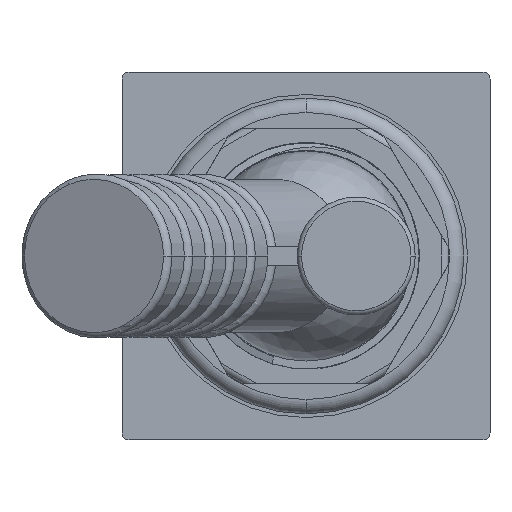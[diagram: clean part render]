
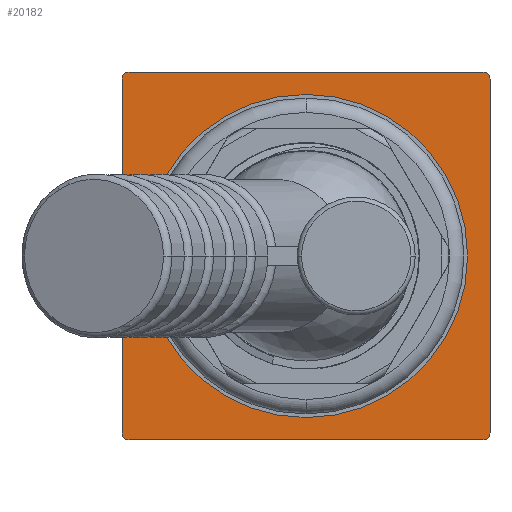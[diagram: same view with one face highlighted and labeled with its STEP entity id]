
A CAD part, front view. The second image highlights one B-rep face of the part: STEP entity #20182.
In plain terms, the highlighted planar face has unit normal (0, -1, 0).
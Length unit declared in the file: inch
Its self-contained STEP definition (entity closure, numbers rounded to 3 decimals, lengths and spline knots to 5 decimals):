
#6302=CARTESIAN_POINT('',(0.06564,0.,0.58513));
#6303=CARTESIAN_POINT('',(0.08473,0.,0.58437));
#6304=CARTESIAN_POINT('',(0.12273,0.,0.581));
#6305=CARTESIAN_POINT('',(0.17951,0.,0.57035));
#6306=CARTESIAN_POINT('',(0.23502,0.,0.55424));
#6307=CARTESIAN_POINT('',(0.2892,0.,0.53265));
#6308=CARTESIAN_POINT('',(0.3412,0.,0.50585));
#6309=CARTESIAN_POINT('',(0.39061,0.,0.47403));
#6310=CARTESIAN_POINT('',(0.43708,0.,0.43734));
#6311=CARTESIAN_POINT('',(0.47994,0.,0.39621));
#6312=CARTESIAN_POINT('',(0.51883,0.,0.35098));
#6313=CARTESIAN_POINT('',(0.54188,0.,0.31834));
#6314=CARTESIAN_POINT('',(0.55268,0.,0.30136));
#6383=CARTESIAN_POINT('',(-0.985,0.,0.985));
#6384=DIRECTION('',(0.,-1.,0.));
#6385=DIRECTION('',(0.,0.,1.));
#6386=AXIS2_PLACEMENT_3D('',#6383,#6384,#6385);
#6391=DIRECTION('',(1.,0.,0.));
#6392=VECTOR('',#6391,1.97);
#6393=CARTESIAN_POINT('',(-0.985,0.,1.025));
#6394=LINE('',#6393,#6392);
#6398=CARTESIAN_POINT('',(0.985,0.,0.985));
#6399=DIRECTION('',(0.,-1.,0.));
#6400=DIRECTION('',(1.,0.,0.));
#6401=AXIS2_PLACEMENT_3D('',#6398,#6399,#6400);
#6406=DIRECTION('',(0.,0.,-1.));
#6407=VECTOR('',#6406,1.97);
#6408=CARTESIAN_POINT('',(1.025,0.,0.985));
#6409=LINE('',#6408,#6407);
#6413=CARTESIAN_POINT('',(0.985,0.,-0.985));
#6414=DIRECTION('',(0.,-1.,0.));
#6415=DIRECTION('',(0.,0.,-1.));
#6416=AXIS2_PLACEMENT_3D('',#6413,#6414,#6415);
#6421=DIRECTION('',(-1.,0.,0.));
#6422=VECTOR('',#6421,1.97);
#6423=CARTESIAN_POINT('',(0.985,0.,-1.025));
#6424=LINE('',#6423,#6422);
#6428=CARTESIAN_POINT('',(-0.985,0.,-0.985));
#6429=DIRECTION('',(0.,-1.,0.));
#6430=DIRECTION('',(-1.,0.,0.));
#6431=AXIS2_PLACEMENT_3D('',#6428,#6429,#6430);
#6436=DIRECTION('',(0.,0.,1.));
#6437=VECTOR('',#6436,1.97);
#6438=CARTESIAN_POINT('',(-1.025,0.,-0.985));
#6439=LINE('',#6438,#6437);
#9292=CARTESIAN_POINT('',(0.,0.,0.));
#9293=DIRECTION('',(0.,1.,0.));
#9294=DIRECTION('',(0.878,0.,0.479));
#9295=AXIS2_PLACEMENT_3D('',#9292,#9293,#9294);
#9396=CARTESIAN_POINT('',(0.07734,0.,-0.62473));
#9397=CARTESIAN_POINT('',(0.05713,0.,-0.62586));
#9398=CARTESIAN_POINT('',(0.01701,0.,-0.62615));
#9399=CARTESIAN_POINT('',(-0.04236,0.,-0.62089));
#9400=CARTESIAN_POINT('',(-0.10064,0.,-0.61005));
#9401=CARTESIAN_POINT('',(-0.15752,0.,-0.59369));
#9402=CARTESIAN_POINT('',(-0.21212,0.,-0.57211));
#9403=CARTESIAN_POINT('',(-0.26418,0.,-0.54549));
#9404=CARTESIAN_POINT('',(-0.31327,0.,-0.51408));
#9405=CARTESIAN_POINT('',(-0.35874,0.,-0.47835));
#9406=CARTESIAN_POINT('',(-0.40043,0.,-0.43851));
#9407=CARTESIAN_POINT('',(-0.42537,0.,-0.40955));
#9408=CARTESIAN_POINT('',(-0.43714,0.,-0.39445));
#9413=CARTESIAN_POINT('',(-0.43714,0.,-0.39445));
#9414=CARTESIAN_POINT('',(-0.45102,0.,-0.37907));
#9415=CARTESIAN_POINT('',(-0.47697,0.,-0.34707));
#9416=CARTESIAN_POINT('',(-0.51072,0.,-0.29518));
#9417=CARTESIAN_POINT('',(-0.5389,0.,-0.2399));
#9418=CARTESIAN_POINT('',(-0.56107,0.,-0.1821));
#9419=CARTESIAN_POINT('',(-0.57707,0.,-0.1223));
#9420=CARTESIAN_POINT('',(-0.58672,0.,-0.061));
#9421=CARTESIAN_POINT('',(-0.58988,0.,0.00072));
#9422=CARTESIAN_POINT('',(-0.58655,0.,0.0627));
#9423=CARTESIAN_POINT('',(-0.57673,0.,0.12384));
#9424=CARTESIAN_POINT('',(-0.5606,0.,0.18357));
#9425=CARTESIAN_POINT('',(-0.53818,0.,0.2415));
#9426=CARTESIAN_POINT('',(-0.50999,0.,0.29643));
#9427=CARTESIAN_POINT('',(-0.476,0.,0.34841));
#9428=CARTESIAN_POINT('',(-0.43685,0.,0.39638));
#9429=CARTESIAN_POINT('',(-0.39294,0.,0.43996));
#9430=CARTESIAN_POINT('',(-0.34448,0.,0.47885));
#9431=CARTESIAN_POINT('',(-0.29255,0.,0.51222));
#9432=CARTESIAN_POINT('',(-0.23707,0.,0.54016));
#9433=CARTESIAN_POINT('',(-0.17916,0.,0.56201));
#9434=CARTESIAN_POINT('',(-0.11929,0.,0.5777));
#9435=CARTESIAN_POINT('',(-0.05789,0.,0.58704));
#9436=CARTESIAN_POINT('',(0.00385,0.,0.58986));
#9437=CARTESIAN_POINT('',(0.04503,0.,0.58744));
#9438=CARTESIAN_POINT('',(0.06564,0.,0.58513));
#13974=CARTESIAN_POINT('',(-0.985,0.,1.025));
#13975=CARTESIAN_POINT('',(-1.025,0.,0.985));
#13976=VERTEX_POINT('',#13974);
#13977=VERTEX_POINT('',#13975);
#13978=CARTESIAN_POINT('',(1.025,0.,0.985));
#13979=CARTESIAN_POINT('',(0.985,0.,1.025));
#13980=VERTEX_POINT('',#13978);
#13981=VERTEX_POINT('',#13979);
#13982=CARTESIAN_POINT('',(0.985,0.,-1.025));
#13983=CARTESIAN_POINT('',(1.025,0.,-0.985));
#13984=VERTEX_POINT('',#13982);
#13985=VERTEX_POINT('',#13983);
#13986=CARTESIAN_POINT('',(-1.025,0.,-0.985));
#13987=CARTESIAN_POINT('',(-0.985,0.,-1.025));
#13988=VERTEX_POINT('',#13986);
#13989=VERTEX_POINT('',#13987);
#14050=VERTEX_POINT('',#9396);
#14051=VERTEX_POINT('',#9408);
#14052=VERTEX_POINT('',#9438);
#14053=VERTEX_POINT('',#6314);
#20150=CARTESIAN_POINT('',(0.,0.,0.));
#20151=DIRECTION('',(0.,1.,0.));
#20152=DIRECTION('',(0.,0.,-1.));
#20153=AXIS2_PLACEMENT_3D('',#20150,#20151,#20152);
#20154=PLANE('',#20153);
#20156=ORIENTED_EDGE('',*,*,#20155,.F.);
#20158=ORIENTED_EDGE('',*,*,#20157,.T.);
#20160=ORIENTED_EDGE('',*,*,#20159,.F.);
#20162=ORIENTED_EDGE('',*,*,#20161,.T.);
#20164=ORIENTED_EDGE('',*,*,#20163,.F.);
#20166=ORIENTED_EDGE('',*,*,#20165,.T.);
#20168=ORIENTED_EDGE('',*,*,#20167,.F.);
#20170=ORIENTED_EDGE('',*,*,#20169,.T.);
#20171=EDGE_LOOP('',(#20156,#20158,#20160,#20162,#20164,#20166,#20168,#20170));
#20172=FACE_OUTER_BOUND('',#20171,.F.);
#20174=ORIENTED_EDGE('',*,*,#20173,.F.);
#20175=ORIENTED_EDGE('',*,*,#20137,.F.);
#20177=ORIENTED_EDGE('',*,*,#20176,.F.);
#20179=ORIENTED_EDGE('',*,*,#20178,.F.);
#20180=EDGE_LOOP('',(#20174,#20175,#20177,#20179));
#20181=FACE_BOUND('',#20180,.F.);
#6315=B_SPLINE_CURVE_WITH_KNOTS('',3,(#6302,#6303,#6304,#6305,#6306,#6307,#6308,
#6309,#6310,#6311,#6312,#6313,#6314),.UNSPECIFIED.,.F.,.F.,(4,1,1,1,1,1,1,1,1,1,
4),(0.,0.1,0.2,0.3,0.4,0.5,0.6,0.7,0.8,0.9,1.),
.UNSPECIFIED.);
#6387=CIRCLE('',#6386,0.04);
#6402=CIRCLE('',#6401,0.04);
#6417=CIRCLE('',#6416,0.04);
#6432=CIRCLE('',#6431,0.04);
#9296=CIRCLE('',#9295,0.6295);
#9409=B_SPLINE_CURVE_WITH_KNOTS('',3,(#9396,#9397,#9398,#9399,#9400,#9401,#9402,
#9403,#9404,#9405,#9406,#9407,#9408),.UNSPECIFIED.,.F.,.F.,(4,1,1,1,1,1,1,1,1,1,
4),(0.,0.1,0.2,0.3,0.4,0.5,0.6,0.7,0.8,0.9,1.),
.UNSPECIFIED.);
#9439=B_SPLINE_CURVE_WITH_KNOTS('',3,(#9413,#9414,#9415,#9416,#9417,#9418,#9419,
#9420,#9421,#9422,#9423,#9424,#9425,#9426,#9427,#9428,#9429,#9430,#9431,#9432,
#9433,#9434,#9435,#9436,#9437,#9438),.UNSPECIFIED.,.F.,.F.,(4,1,1,1,1,1,1,1,1,1,
1,1,1,1,1,1,1,1,1,1,1,1,1,4),(0.,0.04348,0.08696,
0.13043,0.17391,0.21739,0.26087,
0.30435,0.34783,0.3913,0.43478,
0.47826,0.52174,0.56522,0.6087,
0.65217,0.69565,0.73913,0.78261,
0.82609,0.86957,0.91304,0.95652,1.),
.UNSPECIFIED.);
#20137=EDGE_CURVE('',#14052,#14053,#6315,.T.);
#20155=EDGE_CURVE('',#13976,#13977,#6387,.T.);
#20157=EDGE_CURVE('',#13976,#13981,#6394,.T.);
#20159=EDGE_CURVE('',#13980,#13981,#6402,.T.);
#20161=EDGE_CURVE('',#13980,#13985,#6409,.T.);
#20163=EDGE_CURVE('',#13984,#13985,#6417,.T.);
#20165=EDGE_CURVE('',#13984,#13989,#6424,.T.);
#20167=EDGE_CURVE('',#13988,#13989,#6432,.T.);
#20169=EDGE_CURVE('',#13988,#13977,#6439,.T.);
#20173=EDGE_CURVE('',#14053,#14050,#9296,.T.);
#20176=EDGE_CURVE('',#14051,#14052,#9439,.T.);
#20178=EDGE_CURVE('',#14050,#14051,#9409,.T.);
#20182=ADVANCED_FACE('',(#20172,#20181),#20154,.F.);
